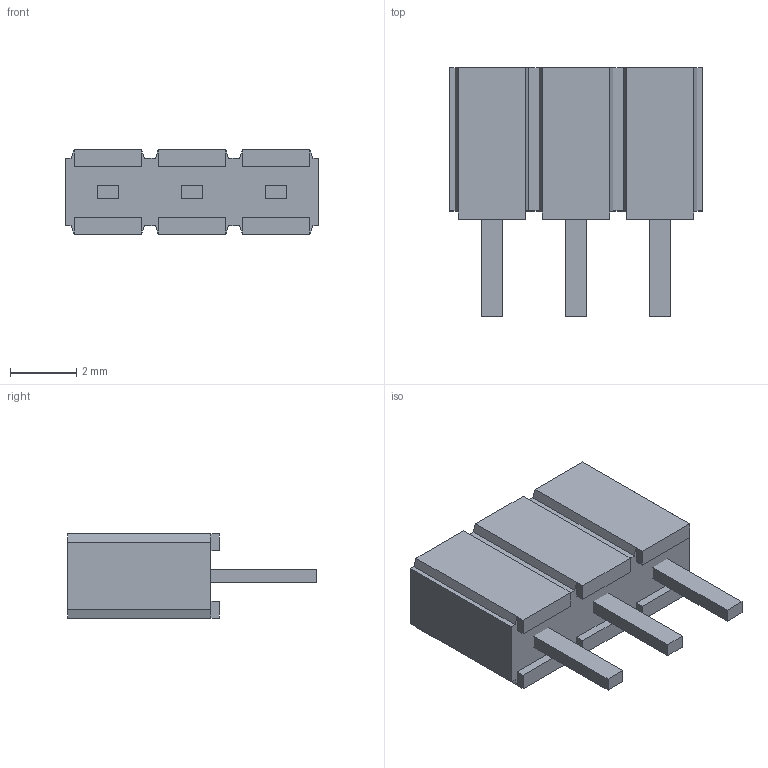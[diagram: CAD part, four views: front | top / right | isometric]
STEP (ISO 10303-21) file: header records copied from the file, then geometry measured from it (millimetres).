
FILE_DESCRIPTION( ( 'STEP AP214' ), '1' );
FILE_NAME( 'SLW-103-01-T-S.stp', '2021-03-09T13:21:22', ( 'License CC BY-ND 4.0' ), ( 'CADENAS' ), ' ', 'PARTsolutions', ' ' );
FILE_SCHEMA( ( 'AUTOMOTIVE_DESIGN { 1 0 10303 214 1 1 1 1 }' ) );
Length unit declared in the file: inch
Products named in the file (3): SLW-103-01-T-S; _SLW-103-01-S_socket; _C-28-01-03-S
Assembly tree (2 placements, depth 2):
  SLW-103-01-T-S
    _SLW-103-01-S_socket
    _C-28-01-03-S
Bounding box: 7.62 x 7.49 x 2.54 mm (x, y, z)
Volume: 110.7 mm3; surface area: 305.4 mm2
Topology: 2 solids, 2 shells, 105 faces, 264 edges, 172 vertices
Faces by surface type: plane 105
Entity records: 3956 total; most frequent: CARTESIAN_POINT 544, ORIENTED_EDGE 528, DIRECTION 480, EDGE_CURVE 264, LINE 264, VECTOR 264, VERTEX_POINT 172, EDGE_LOOP 114
